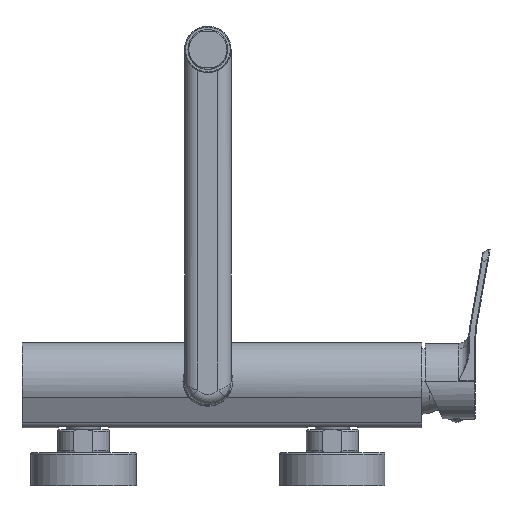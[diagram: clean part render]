
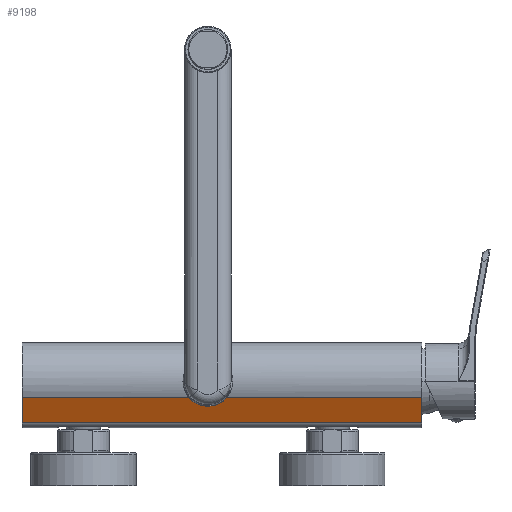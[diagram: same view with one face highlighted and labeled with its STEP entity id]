
A CAD part, front view. The second image highlights one B-rep face of the part: STEP entity #9198.
In plain terms, the highlighted planar face has unit normal (0, -0.904, -0.427).
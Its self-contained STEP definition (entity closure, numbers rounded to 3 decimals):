
#832=CARTESIAN_POINT('',(-6.576,-21.028,
-9.918));
#884=CARTESIAN_POINT('',(6.576,-21.028,-9.918));
#890=CARTESIAN_POINT('',(6.576,-21.028,-9.918));
#891=CARTESIAN_POINT('',(6.423,-20.981,-10.02));
#892=CARTESIAN_POINT('',(6.113,-20.889,-10.215));
#893=CARTESIAN_POINT('',(5.638,-20.761,-10.484));
#894=CARTESIAN_POINT('',(5.154,-20.645,-10.73));
#895=CARTESIAN_POINT('',(4.662,-20.54,-10.953));
#896=CARTESIAN_POINT('',(4.162,-20.446,-11.153));
#897=CARTESIAN_POINT('',(3.655,-20.363,-11.329));
#898=CARTESIAN_POINT('',(3.143,-20.291,-11.482));
#899=CARTESIAN_POINT('',(2.626,-20.23,-11.611));
#900=CARTESIAN_POINT('',(2.106,-20.18,-11.716));
#901=CARTESIAN_POINT('',(1.582,-20.142,-11.798));
#902=CARTESIAN_POINT('',(1.056,-20.114,-11.857));
#903=CARTESIAN_POINT('',(0.528,-20.097,
-11.892));
#904=CARTESIAN_POINT('',(0.,-20.092,
-11.904));
#905=CARTESIAN_POINT('',(-0.528,-20.097,
-11.892));
#906=CARTESIAN_POINT('',(-1.056,-20.114,
-11.857));
#907=CARTESIAN_POINT('',(-1.582,-20.142,
-11.798));
#908=CARTESIAN_POINT('',(-2.106,-20.18,
-11.716));
#909=CARTESIAN_POINT('',(-2.626,-20.23,
-11.611));
#910=CARTESIAN_POINT('',(-3.143,-20.291,
-11.482));
#911=CARTESIAN_POINT('',(-3.655,-20.363,
-11.329));
#912=CARTESIAN_POINT('',(-4.162,-20.446,
-11.153));
#913=CARTESIAN_POINT('',(-4.662,-20.54,
-10.953));
#914=CARTESIAN_POINT('',(-5.154,-20.645,
-10.73));
#915=CARTESIAN_POINT('',(-5.638,-20.761,
-10.484));
#916=CARTESIAN_POINT('',(-6.113,-20.889,
-10.215));
#917=CARTESIAN_POINT('',(-6.423,-20.981,
-10.02));
#918=CARTESIAN_POINT('',(-6.576,-21.028,
-9.918));
#920=DIRECTION('',(1.,0.,0.));
#921=VECTOR('',#920,122.424);
#922=CARTESIAN_POINT('',(6.576,-21.028,-9.918));
#923=LINE('',#922,#921);
#924=DIRECTION('',(-1.,0.,0.));
#925=VECTOR('',#924,241.);
#926=CARTESIAN_POINT('',(129.,-13.852,-25.133));
#927=LINE('',#926,#925);
#928=DIRECTION('',(1.,0.,0.));
#929=VECTOR('',#928,105.424);
#930=CARTESIAN_POINT('',(-112.,-21.028,-9.918));
#931=LINE('',#930,#929);
#946=DIRECTION('',(0.,0.427,-0.904));
#947=VECTOR('',#946,16.822);
#948=CARTESIAN_POINT('',(129.,-21.028,-9.918));
#949=LINE('',#948,#947);
#1063=DIRECTION('',(0.,0.427,-0.904));
#1064=VECTOR('',#1063,16.822);
#1065=CARTESIAN_POINT('',(-112.,-21.028,-9.918));
#1066=LINE('',#1065,#1064);
#7208=CARTESIAN_POINT('',(-112.,-21.028,-9.918));
#7210=VERTEX_POINT('',#7208);
#7212=CARTESIAN_POINT('',(129.,-21.028,-9.918));
#7214=VERTEX_POINT('',#7212);
#7224=CARTESIAN_POINT('',(-112.,-13.852,-25.133));
#7226=VERTEX_POINT('',#7224);
#7227=CARTESIAN_POINT('',(129.,-13.852,-25.133));
#7228=VERTEX_POINT('',#7227);
#7424=VERTEX_POINT('',#884);
#7425=VERTEX_POINT('',#832);
#9182=CARTESIAN_POINT('',(-112.,-21.028,-9.918));
#9183=DIRECTION('',(0.,-0.904,-0.427));
#9184=DIRECTION('',(0.,0.427,-0.904));
#9185=AXIS2_PLACEMENT_3D('',#9182,#9183,#9184);
#9186=PLANE('',#9185);
#9187=ORIENTED_EDGE('',*,*,#9166,.F.);
#9188=ORIENTED_EDGE('',*,*,#9146,.T.);
#9190=ORIENTED_EDGE('',*,*,#9189,.T.);
#9192=ORIENTED_EDGE('',*,*,#9191,.T.);
#9194=ORIENTED_EDGE('',*,*,#9193,.F.);
#9195=ORIENTED_EDGE('',*,*,#9138,.T.);
#9196=EDGE_LOOP('',(#9187,#9188,#9190,#9192,#9194,#9195));
#9197=FACE_OUTER_BOUND('',#9196,.F.);
#9198=ADVANCED_FACE('',(#9197),#9186,.T.);
#919=B_SPLINE_CURVE_WITH_KNOTS('',3,(#890,#891,#892,#893,#894,#895,#896,#897,
#898,#899,#900,#901,#902,#903,#904,#905,#906,#907,#908,#909,#910,#911,#912,#913,
#914,#915,#916,#917,#918),.UNSPECIFIED.,.F.,.F.,(4,1,1,1,1,1,1,1,1,1,1,1,1,1,1,
1,1,1,1,1,1,1,1,1,1,1,4),(0.,0.038,0.077,
0.115,0.154,0.192,0.231,
0.269,0.308,0.346,0.385,
0.423,0.462,0.5,0.538,0.577,
0.615,0.654,0.692,0.731,
0.769,0.808,0.846,0.885,
0.923,0.962,1.),.UNSPECIFIED.);
#9138=EDGE_CURVE('',#7210,#7425,#931,.T.);
#9146=EDGE_CURVE('',#7424,#7214,#923,.T.);
#9166=EDGE_CURVE('',#7424,#7425,#919,.T.);
#9189=EDGE_CURVE('',#7214,#7228,#949,.T.);
#9191=EDGE_CURVE('',#7228,#7226,#927,.T.);
#9193=EDGE_CURVE('',#7210,#7226,#1066,.T.);
